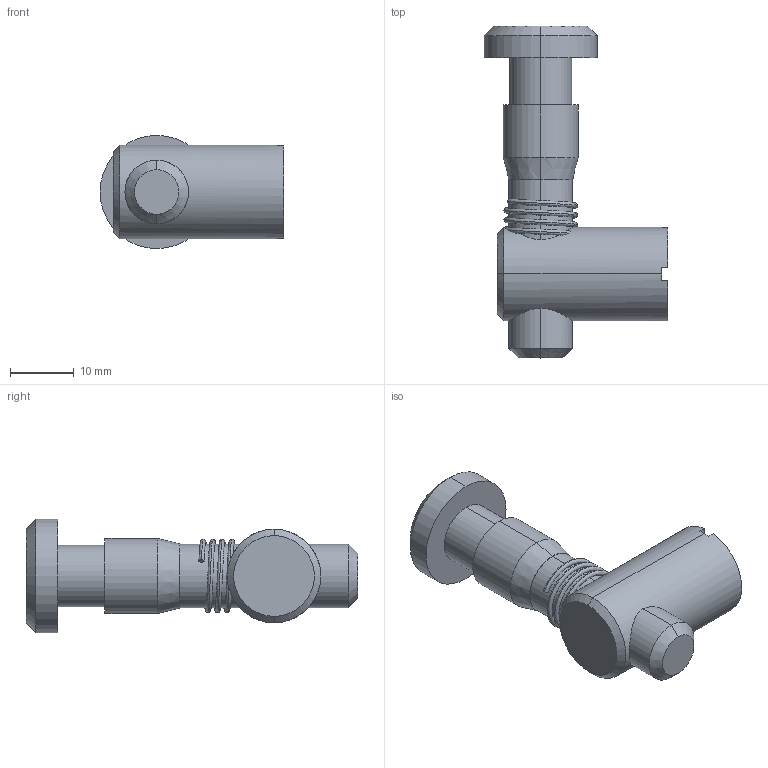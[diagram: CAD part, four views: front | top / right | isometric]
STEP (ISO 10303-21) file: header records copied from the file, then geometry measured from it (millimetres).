
FILE_DESCRIPTION (( 'STEP AP214' ), '1' );
FILE_NAME ('SNSD.30.50.13 Óãëîâîé ñîåäèíèòåëü 90 ãðàäóñîâ, ïàç 10(B45).STEP', '2017-03-01T06:42:54', ( '' ), ( '' ), 'SwSTEP 2.0', 'SolidWorks 2016', '' );
FILE_SCHEMA (( 'AUTOMOTIVE_DESIGN' ));
Length unit declared in the file: millimetre
Products named in the file (5): Ïðóæèíà; SNSD.30.50.13  Óãëîâîé ñîåäèíèòåëü 90 ãðàäóñîâ, ïàç 10(B45); SNSD.30.50.47 栺魛鳧_00; SNSD.30.50.48 鎔艜_00; SNSD.30.50.46 眈錼鐻00
Assembly tree (4 placements, depth 2):
  SNSD.30.50.13  Óãëîâîé ñîåäèíèòåëü 90 ãðàäóñîâ, ïàç 10(B45)
    SNSD.30.50.46 眈錼鐻00
    SNSD.30.50.47 栺魛鳧_00
    SNSD.30.50.48 鎔艜_00
    Ïðóæèíà
Bounding box: 28.9 x 52.2 x 17.8 mm (x, y, z)
Volume: 8382.3 mm3; surface area: 5383.7 mm2
Topology: 4 solids, 4 shells, 70 faces, 154 edges, 96 vertices
Faces by surface type: plane 32, cylinder 20, cone 14, torus 2, bspline 2
Entity records: 3216 total; most frequent: CARTESIAN_POINT 1445, DIRECTION 348, ORIENTED_EDGE 308, EDGE_CURVE 154, AXIS2_PLACEMENT_3D 141, VERTEX_POINT 96, EDGE_LOOP 78, FACE_OUTER_BOUND 70
